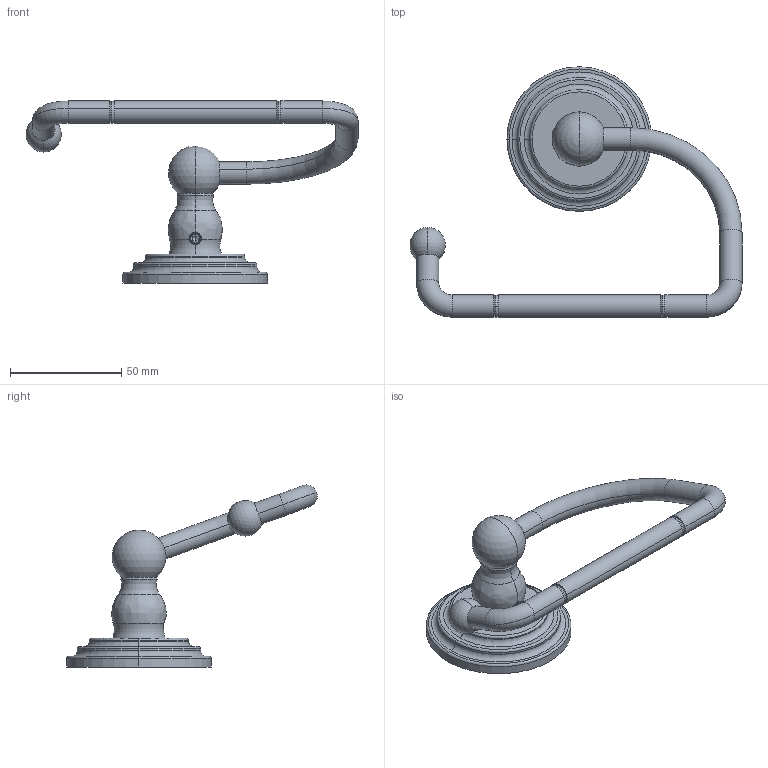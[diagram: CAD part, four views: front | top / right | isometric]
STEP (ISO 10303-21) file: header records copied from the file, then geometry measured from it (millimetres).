
FILE_DESCRIPTION((''),'2;1');
FILE_NAME('890-1510_ASM','2019-11-11T09:10:55',('rsmith'),(''),'CREO PARAMETRIC BY PTC INC, 2018400','CREO PARAMETRIC BY PTC INC, 2018400','');
FILE_SCHEMA(('CONFIG_CONTROL_DESIGN'));
Length unit declared in the file: inch
Products named in the file (9): 11XXD; 1100C; 40750; 40757; 40754; 92486; 92308; 91578; 890-1510_ASM
Assembly tree (9 placements, depth 2):
  890-1510_ASM
    11XXD
    1100C
    40750
    40757
    40754
    92486
    92308
    91578  x2
Bounding box: 149.23 x 112.7 x 81.82 mm (x, y, z)
Volume: 52763.8 mm3; surface area: 49727.8 mm2
Topology: 9 solids, 28 shells, 481 faces, 1248 edges, 811 vertices
Faces by surface type: cylinder 179, plane 147, torus 60, bspline 57, cone 26, sphere 12
Entity records: 29854 total; most frequent: CARTESIAN_POINT 18539, ORIENTED_EDGE 2355, DIRECTION 2146, EDGE_CURVE 1224, AXIS2_PLACEMENT_3D 817, VERTEX_POINT 807, EDGE_LOOP 523, VECTOR 512
